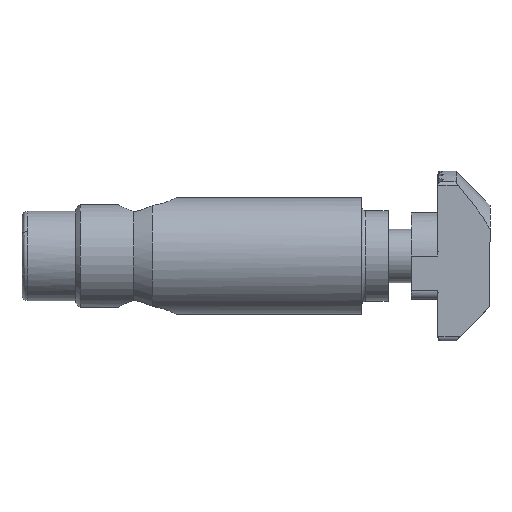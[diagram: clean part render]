
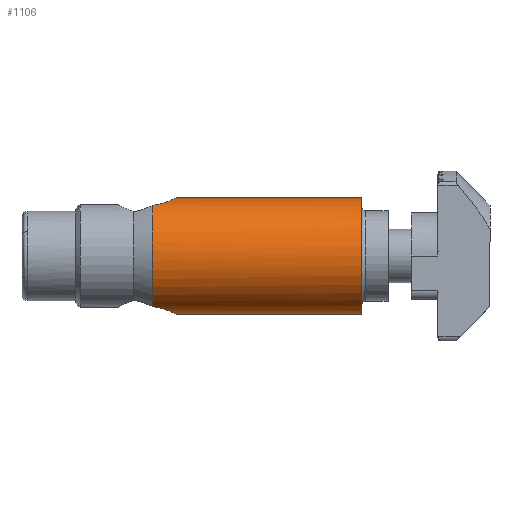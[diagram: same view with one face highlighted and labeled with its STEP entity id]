
A CAD part, front view. The second image highlights one B-rep face of the part: STEP entity #1106.
In plain terms, the highlighted cylindrical face has radius 6.5 mm (diameter 13 mm), a partial arc.
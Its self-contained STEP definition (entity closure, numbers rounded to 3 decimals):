
#45 = VERTEX_POINT ( 'NONE', #254 ) ;
#254 = CARTESIAN_POINT ( 'NONE',  ( -23.75, 13.844, -6.5 ) ) ;
#258 = CARTESIAN_POINT ( 'NONE',  ( -24.639, 11.603, -6.103 ) ) ;
#290 = CARTESIAN_POINT ( 'NONE',  ( -25.213, 11.124, 5.904 ) ) ;
#408 = CARTESIAN_POINT ( 'NONE',  ( 0., 13.844, -6.5 ) ) ;
#425 = AXIS2_PLACEMENT_3D ( 'NONE', #2500, #6121, #3034 ) ;
#535 = VECTOR ( 'NONE', #3605, 1000. ) ;
#612 = EDGE_CURVE ( 'NONE', #6686, #1269, #5902, .T. ) ;
#730 = CARTESIAN_POINT ( 'NONE',  ( -26.439, 10.643, -5.657 ) ) ;
#751 = CARTESIAN_POINT ( 'NONE',  ( -24.29, 12.041, -6.247 ) ) ;
#767 = CARTESIAN_POINT ( 'NONE',  ( -25.057, 11.232, 5.953 ) ) ;
#883 = CARTESIAN_POINT ( 'NONE',  ( -26.439, 13.844, 0. ) ) ;
#890 = CIRCLE ( 'NONE', #425, 6.5 ) ;
#1106 = ADVANCED_FACE ( 'NONE', ( #2883 ), #6208, .T. ) ;
#1154 = CARTESIAN_POINT ( 'NONE',  ( -24.64, 11.602, 6.103 ) ) ;
#1200 = AXIS2_PLACEMENT_3D ( 'NONE', #5307, #5281, #6088 ) ;
#1269 = VERTEX_POINT ( 'NONE', #2463 ) ;
#1287 = CARTESIAN_POINT ( 'NONE',  ( -24.018, 12.538, -6.37 ) ) ;
#1353 = CARTESIAN_POINT ( 'NONE',  ( -24.771, 11.471, 6.053 ) ) ;
#1415 = DIRECTION ( 'NONE',  ( 0., 0., -1. ) ) ;
#1460 = DIRECTION ( 'NONE',  ( 1., 0., 0. ) ) ;
#1578 = VERTEX_POINT ( 'NONE', #5628 ) ;
#1774 = CARTESIAN_POINT ( 'NONE',  ( -26.248, 10.677, -5.676 ) ) ;
#1808 = LINE ( 'NONE', #408, #4406 ) ;
#1910 = CARTESIAN_POINT ( 'NONE',  ( -23.836, 13.079, -6.458 ) ) ;
#1936 = CARTESIAN_POINT ( 'NONE',  ( -23.75, 13.844, 6.5 ) ) ;
#2103 = ORIENTED_EDGE ( 'NONE', *, *, #2249, .F. ) ;
#2249 = EDGE_CURVE ( 'NONE', #6686, #4028, #4532, .T. ) ;
#2304 = CARTESIAN_POINT ( 'NONE',  ( -24.399, 11.887, 6.2 ) ) ;
#2324 = CARTESIAN_POINT ( 'NONE',  ( -25.709, 10.856, -5.773 ) ) ;
#2441 = CARTESIAN_POINT ( 'NONE',  ( -23.75, 13.649, -6.5 ) ) ;
#2454 = CARTESIAN_POINT ( 'NONE',  ( -24.099, 12.367, 6.332 ) ) ;
#2463 = CARTESIAN_POINT ( 'NONE',  ( -26.439, 10.643, 5.657 ) ) ;
#2500 = CARTESIAN_POINT ( 'NONE',  ( -3., 13.844, 0. ) ) ;
#2760 = ORIENTED_EDGE ( 'NONE', *, *, #3000, .T. ) ;
#2850 = CARTESIAN_POINT ( 'NONE',  ( -25.211, 11.125, -5.905 ) ) ;
#2852 = EDGE_CURVE ( 'NONE', #4341, #45, #3369, .T. ) ;
#2883 = FACE_OUTER_BOUND ( 'NONE', #5109, .T. ) ;
#3000 = EDGE_CURVE ( 'NONE', #45, #1578, #1808, .T. ) ;
#3034 = DIRECTION ( 'NONE',  ( 0., 0., -1. ) ) ;
#3153 = AXIS2_PLACEMENT_3D ( 'NONE', #883, #4534, #1415 ) ;
#3268 = CARTESIAN_POINT ( 'NONE',  ( -25.536, 10.937, 5.814 ) ) ;
#3350 = ORIENTED_EDGE ( 'NONE', *, *, #2852, .T. ) ;
#3369 = B_SPLINE_CURVE_WITH_KNOTS ( 'NONE', 3,
 ( #730, #1774, #5417, #2324, #5955, #2850, #6457, #3376, #258, #3883, #751, #4403, #1287, #4920, #1910, #5543, #2441, #6069 ),
 .UNSPECIFIED., .F., .F.,
 ( 4, 2, 2, 2, 2, 2, 2, 2, 4 ),
 ( -0.005, -0.004, -0.003, -0.003, -0.002, -0.002, -0.001, -0.001, 0. ),
 .UNSPECIFIED. ) ;
#3376 = CARTESIAN_POINT ( 'NONE',  ( -24.773, 11.47, -6.052 ) ) ;
#3463 = CARTESIAN_POINT ( 'NONE',  ( -23.835, 13.082, 6.458 ) ) ;
#3543 = ORIENTED_EDGE ( 'NONE', *, *, #612, .T. ) ;
#3605 = DIRECTION ( 'NONE',  ( 1., 0., 0. ) ) ;
#3731 = CARTESIAN_POINT ( 'NONE',  ( -23.75, 13.649, 6.5 ) ) ;
#3883 = CARTESIAN_POINT ( 'NONE',  ( -24.397, 11.889, -6.201 ) ) ;
#3918 = CARTESIAN_POINT ( 'NONE',  ( -24.289, 12.042, 6.247 ) ) ;
#4028 = VERTEX_POINT ( 'NONE', #5174 ) ;
#4301 = CARTESIAN_POINT ( 'NONE',  ( -24.018, 12.537, 6.37 ) ) ;
#4328 = CARTESIAN_POINT ( 'NONE',  ( -23.886, 12.895, 6.433 ) ) ;
#4341 = VERTEX_POINT ( 'NONE', #4930 ) ;
#4403 = CARTESIAN_POINT ( 'NONE',  ( -24.1, 12.364, -6.332 ) ) ;
#4406 = VECTOR ( 'NONE', #1460, 1000. ) ;
#4532 = LINE ( 'NONE', #6685, #535 ) ;
#4534 = DIRECTION ( 'NONE',  ( 1., 0., 0. ) ) ;
#4635 = EDGE_CURVE ( 'NONE', #1578, #4028, #890, .T. ) ;
#4920 = CARTESIAN_POINT ( 'NONE',  ( -23.886, 12.896, -6.433 ) ) ;
#4930 = CARTESIAN_POINT ( 'NONE',  ( -26.439, 10.643, -5.657 ) ) ;
#5109 = EDGE_LOOP ( 'NONE', ( #2103, #3543, #6635, #3350, #2760, #6333 ) ) ;
#5174 = CARTESIAN_POINT ( 'NONE',  ( -3., 13.844, 6.5 ) ) ;
#5277 = EDGE_CURVE ( 'NONE', #1269, #4341, #6048, .T. ) ;
#5281 = DIRECTION ( 'NONE',  ( 1., 0., 0. ) ) ;
#5307 = CARTESIAN_POINT ( 'NONE',  ( 0., 13.844, 0. ) ) ;
#5417 = CARTESIAN_POINT ( 'NONE',  ( -26.064, 10.726, -5.704 ) ) ;
#5461 = CARTESIAN_POINT ( 'NONE',  ( -23.767, 13.458, 6.491 ) ) ;
#5543 = CARTESIAN_POINT ( 'NONE',  ( -23.768, 13.455, -6.491 ) ) ;
#5628 = CARTESIAN_POINT ( 'NONE',  ( -3., 13.844, -6.5 ) ) ;
#5825 = CARTESIAN_POINT ( 'NONE',  ( -26.439, 10.643, 5.657 ) ) ;
#5902 = B_SPLINE_CURVE_WITH_KNOTS ( 'NONE', 3,
 ( #6391, #3731, #5461, #3463, #4328, #4301, #2454, #3918, #2304, #1154, #1353, #767, #290, #3268, #6363, #6432, #6408, #5825 ),
 .UNSPECIFIED., .F., .F.,
 ( 4, 2, 2, 2, 2, 2, 2, 2, 4 ),
 ( 0.005, 0.005, 0.006, 0.006, 0.007, 0.007, 0.008, 0.009, 0.009 ),
 .UNSPECIFIED. ) ;
#5955 = CARTESIAN_POINT ( 'NONE',  ( -25.538, 10.936, -5.814 ) ) ;
#6048 = CIRCLE ( 'NONE', #3153, 6.5 ) ;
#6069 = CARTESIAN_POINT ( 'NONE',  ( -23.75, 13.844, -6.5 ) ) ;
#6088 = DIRECTION ( 'NONE',  ( 0., 0., -1. ) ) ;
#6121 = DIRECTION ( 'NONE',  ( -1., 0., 0. ) ) ;
#6208 = CYLINDRICAL_SURFACE ( 'NONE', #1200, 6.5 ) ;
#6333 = ORIENTED_EDGE ( 'NONE', *, *, #4635, .T. ) ;
#6363 = CARTESIAN_POINT ( 'NONE',  ( -25.705, 10.857, 5.773 ) ) ;
#6391 = CARTESIAN_POINT ( 'NONE',  ( -23.75, 13.844, 6.5 ) ) ;
#6408 = CARTESIAN_POINT ( 'NONE',  ( -26.248, 10.677, 5.676 ) ) ;
#6432 = CARTESIAN_POINT ( 'NONE',  ( -26.061, 10.727, 5.704 ) ) ;
#6457 = CARTESIAN_POINT ( 'NONE',  ( -25.058, 11.232, -5.953 ) ) ;
#6635 = ORIENTED_EDGE ( 'NONE', *, *, #5277, .T. ) ;
#6685 = CARTESIAN_POINT ( 'NONE',  ( 0., 13.844, 6.5 ) ) ;
#6686 = VERTEX_POINT ( 'NONE', #1936 ) ;
